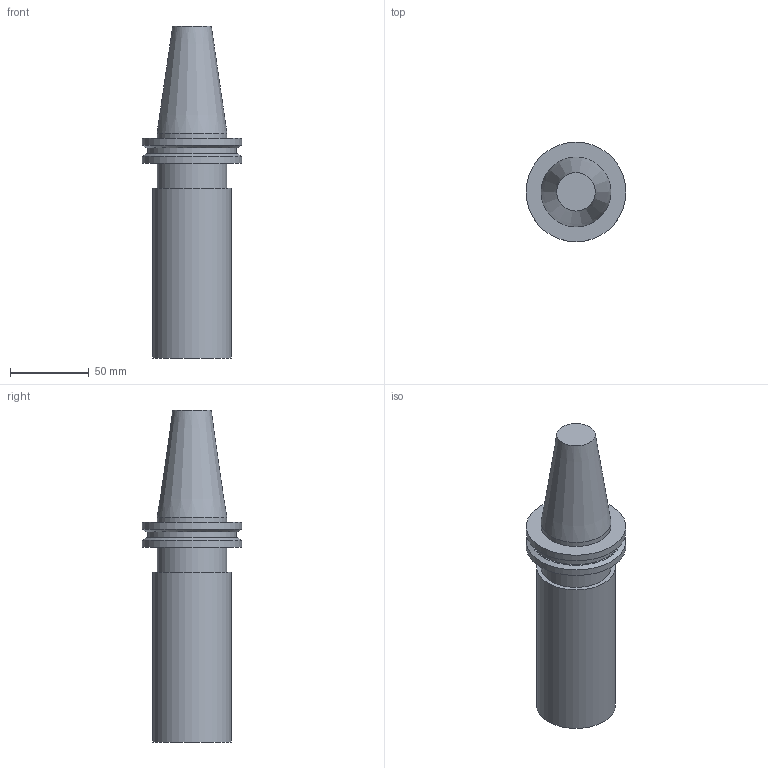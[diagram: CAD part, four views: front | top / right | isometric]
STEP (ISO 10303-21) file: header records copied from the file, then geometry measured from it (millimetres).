
FILE_DESCRIPTION (( 'STEP AP203' ), '1' );
FILE_NAME ('11_326_454.stp', '2022-03-09T14:21:58', ( '' ), ( '' ), 'SwSTEP 2.0', 'SolidWorks 2021', '' );
FILE_SCHEMA (( 'CONFIG_CONTROL_DESIGN' ));
Length unit declared in the file: millimetre
Products named in the file (1): 11_326_454
Bounding box: 63.5 x 63.5 x 211.25 mm (x, y, z)
Volume: 354103.2 mm3; surface area: 40241.5 mm2
Topology: 2 solids, 2 shells, 17 faces, 24 edges, 15 vertices
Faces by surface type: plane 8, cylinder 6, cone 3
Full cylindrical faces by diameter (mm): 44.45 x2, 50 x1, 56.36 x1, 63.5 x2
Entity records: 399 total; most frequent: DIRECTION 66, CARTESIAN_POINT 48, AXIS2_PLACEMENT_3D 33, EDGE_LOOP 30, ORIENTED_EDGE 30, FACE_OUTER_BOUND 23, ADVANCED_FACE 17, CIRCLE 15
